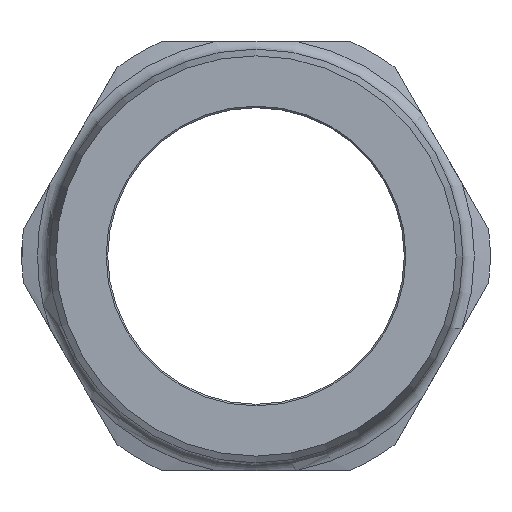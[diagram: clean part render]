
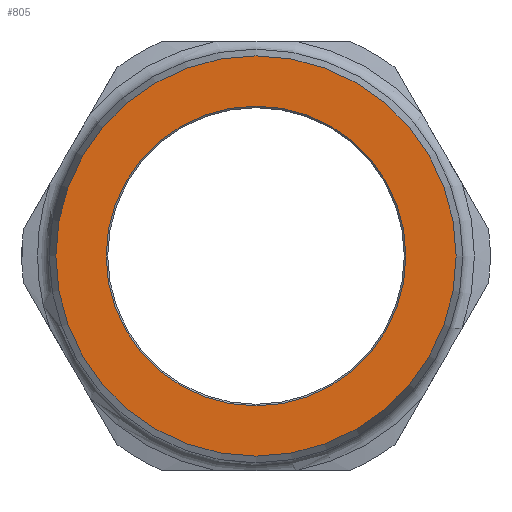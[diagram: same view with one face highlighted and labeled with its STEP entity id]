
A CAD part, left-side view. The second image highlights one B-rep face of the part: STEP entity #805.
In plain terms, the highlighted planar face has unit normal (-1, 0, 0).
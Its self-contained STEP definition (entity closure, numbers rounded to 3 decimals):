
#18=FACE_BOUND('',#140,.T.);
#33=PLANE('',#903);
#96=FACE_OUTER_BOUND('',#139,.T.);
#139=EDGE_LOOP('',(#598,#599));
#140=EDGE_LOOP('',(#600));
#241=CIRCLE('',#898,19.2);
#245=CIRCLE('',#904,25.643);
#246=CIRCLE('',#905,25.643);
#330=VERTEX_POINT('',#1443);
#334=VERTEX_POINT('',#1455);
#335=VERTEX_POINT('',#1456);
#431=EDGE_CURVE('',#330,#330,#241,.T.);
#437=EDGE_CURVE('',#334,#335,#245,.T.);
#438=EDGE_CURVE('',#335,#334,#246,.T.);
#598=ORIENTED_EDGE('',*,*,#437,.T.);
#599=ORIENTED_EDGE('',*,*,#438,.T.);
#600=ORIENTED_EDGE('',*,*,#431,.F.);
#805=ADVANCED_FACE('',(#96,#18),#33,.F.);
#898=AXIS2_PLACEMENT_3D('',#1444,#1078,#1079);
#903=AXIS2_PLACEMENT_3D('',#1454,#1090,#1091);
#904=AXIS2_PLACEMENT_3D('',#1457,#1092,#1093);
#905=AXIS2_PLACEMENT_3D('',#1458,#1094,#1095);
#1078=DIRECTION('center_axis',(-1.,0.,0.));
#1079=DIRECTION('ref_axis',(0.,0.,-1.));
#1090=DIRECTION('center_axis',(1.,0.,0.));
#1091=DIRECTION('ref_axis',(0.,0.,-1.));
#1092=DIRECTION('center_axis',(-1.,0.,0.));
#1093=DIRECTION('ref_axis',(0.,1.,0.));
#1094=DIRECTION('center_axis',(-1.,0.,0.));
#1095=DIRECTION('ref_axis',(0.,1.,0.));
#1443=CARTESIAN_POINT('',(0.,0.,19.2));
#1444=CARTESIAN_POINT('Origin',(0.,0.,0.));
#1454=CARTESIAN_POINT('Origin',(0.,0.,0.));
#1455=CARTESIAN_POINT('',(0.,25.643,0.));
#1456=CARTESIAN_POINT('',(0.,-25.643,0.));
#1457=CARTESIAN_POINT('Origin',(0.,0.,0.));
#1458=CARTESIAN_POINT('Origin',(0.,0.,0.));
